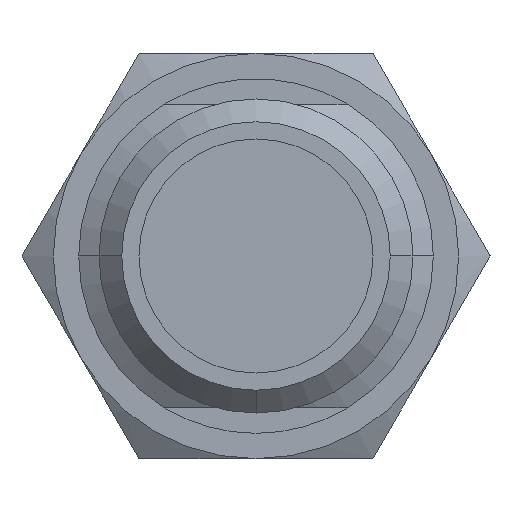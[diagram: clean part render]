
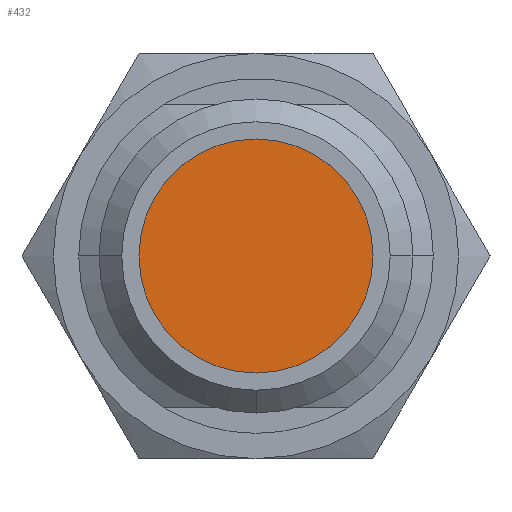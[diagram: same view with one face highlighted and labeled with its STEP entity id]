
A CAD part, left-side view. The second image highlights one B-rep face of the part: STEP entity #432.
In plain terms, the highlighted planar face has unit normal (-1, 0, 0).
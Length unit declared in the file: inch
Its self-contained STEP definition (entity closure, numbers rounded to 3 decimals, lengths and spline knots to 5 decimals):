
#244 = VERTEX_POINT ( 'NONE', #1166 ) ;
#432 = ADVANCED_FACE ( 'NONE', ( #5450 ), #4915, .T. ) ;
#1166 = CARTESIAN_POINT ( 'NONE',  ( 0.07677, 0., 0.09094 ) ) ;
#1438 = VERTEX_POINT ( 'NONE', #4964 ) ;
#1493 = CARTESIAN_POINT ( 'NONE',  ( 0.07677, 0., 0. ) ) ;
#1555 = ORIENTED_EDGE ( 'NONE', *, *, #2252, .T. ) ;
#1558 = EDGE_CURVE ( 'NONE', #244, #1438, #6193, .T. ) ;
#1636 = CIRCLE ( 'NONE', #5963, 0.09094 ) ;
#1737 = CARTESIAN_POINT ( 'NONE',  ( 0.07677, 0., 0. ) ) ;
#2252 = EDGE_CURVE ( 'NONE', #7324, #244, #1636, .T. ) ;
#2545 = DIRECTION ( 'NONE',  ( 0., 0., 1. ) ) ;
#2578 = DIRECTION ( 'NONE',  ( -1., 0., 0. ) ) ;
#2826 = DIRECTION ( 'NONE',  ( 0., 0., 1. ) ) ;
#3012 = DIRECTION ( 'NONE',  ( -1., 0., 0. ) ) ;
#3438 = DIRECTION ( 'NONE',  ( -1., 0., 0. ) ) ;
#3607 = AXIS2_PLACEMENT_3D ( 'NONE', #1737, #5229, #2826 ) ;
#4102 = CARTESIAN_POINT ( 'NONE',  ( 0.07677, 0., 0. ) ) ;
#4107 = AXIS2_PLACEMENT_3D ( 'NONE', #5412, #3012, #2545 ) ;
#4699 = ORIENTED_EDGE ( 'NONE', *, *, #7281, .T. ) ;
#4915 = PLANE ( 'NONE',  #4107 ) ;
#4964 = CARTESIAN_POINT ( 'NONE',  ( 0.07677, 0.09094, 0. ) ) ;
#5005 = EDGE_LOOP ( 'NONE', ( #4699, #1555, #6199 ) ) ;
#5229 = DIRECTION ( 'NONE',  ( -1., 0., 0. ) ) ;
#5412 = CARTESIAN_POINT ( 'NONE',  ( 0.07677, 0., 0. ) ) ;
#5450 = FACE_OUTER_BOUND ( 'NONE', #5005, .T. ) ;
#5795 = DIRECTION ( 'NONE',  ( 0., 0., 1. ) ) ;
#5874 = CARTESIAN_POINT ( 'NONE',  ( 0.07677, -0.09094, 0. ) ) ;
#5963 = AXIS2_PLACEMENT_3D ( 'NONE', #1493, #2578, #6708 ) ;
#6193 = CIRCLE ( 'NONE', #3607, 0.09094 ) ;
#6199 = ORIENTED_EDGE ( 'NONE', *, *, #1558, .T. ) ;
#6531 = AXIS2_PLACEMENT_3D ( 'NONE', #4102, #3438, #5795 ) ;
#6708 = DIRECTION ( 'NONE',  ( 0., 0., 1. ) ) ;
#6895 = CIRCLE ( 'NONE', #6531, 0.09094 ) ;
#7281 = EDGE_CURVE ( 'NONE', #1438, #7324, #6895, .T. ) ;
#7324 = VERTEX_POINT ( 'NONE', #5874 ) ;
